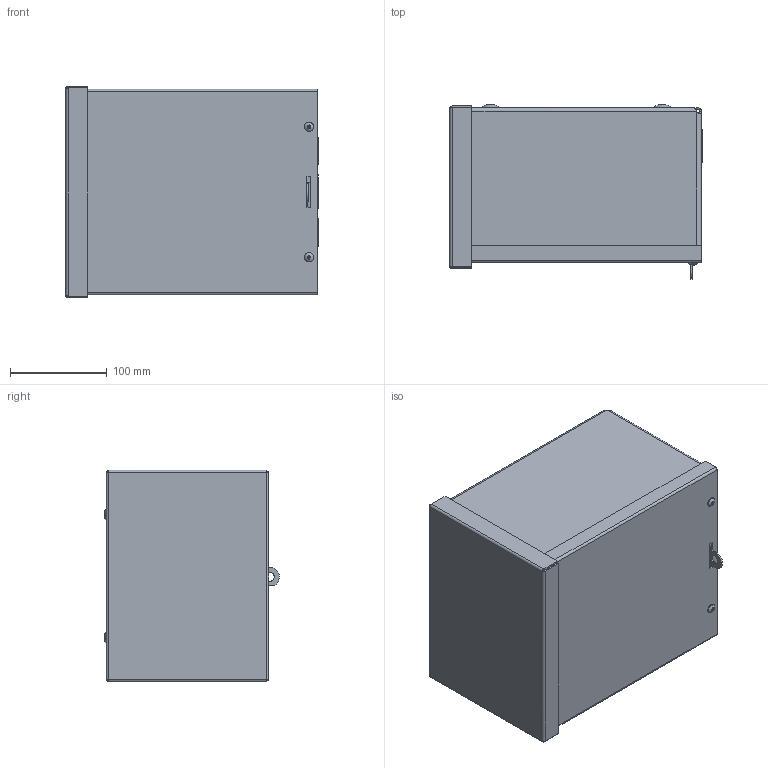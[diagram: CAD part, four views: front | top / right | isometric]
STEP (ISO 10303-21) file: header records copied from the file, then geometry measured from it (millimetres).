
FILE_DESCRIPTION((''),'2;1');
FILE_NAME('RSC081006.stp','2013-06-27T09:11:52',('samuelbadillo'),(''),'Autodesk Inventor 2012','Autodesk Inventor 2012','');
FILE_SCHEMA(('AUTOMOTIVE_DESIGN { 1 0 10303 214 1 1 1 1 }'));
Length unit declared in the file: inch
Products named in the file (8): RSC081006; RSC081006_WRAP; RSC0810_LID; RSC0806_CAP; 3183; RSC0810_BKP; Cross Recessed Truss Head Tapping Screw - Type F - Type IA No. 8 - 32 - 3/8; o
Assembly tree (8 placements, depth 2):
  RSC081006
    RSC081006_WRAP
    RSC0810_LID
    RSC0806_CAP
    3183
    RSC0810_BKP
    Cross Recessed Truss Head Tapping Screw - Type F - Type IA No. 8 - 32 - 3/8  x2
    o
Bounding box: 261.12 x 180.96 x 219.07 mm (x, y, z)
Volume: 534092.9 mm3; surface area: 687861.5 mm2
Topology: 7 solids, 7 shells, 503 faces, 1203 edges, 745 vertices
Faces by surface type: plane 238, cylinder 121, bspline 54, torus 36, cone 36, sphere 18
Full cylindrical faces by diameter (mm): 3.175 x2, 3.759 x2, 3.962 x1, 4.166 x2, 4.191 x1, 5.803 x1, 7.62 x4, 7.95 x4, 9.525 x1, 9.754 x2
Entity records: 15142 total; most frequent: CARTESIAN_POINT 4279, ORIENTED_EDGE 2084, DIRECTION 1989, EDGE_CURVE 1042, VERTEX_POINT 678, AXIS2_PLACEMENT_3D 676, VECTOR 637, LINE 637
